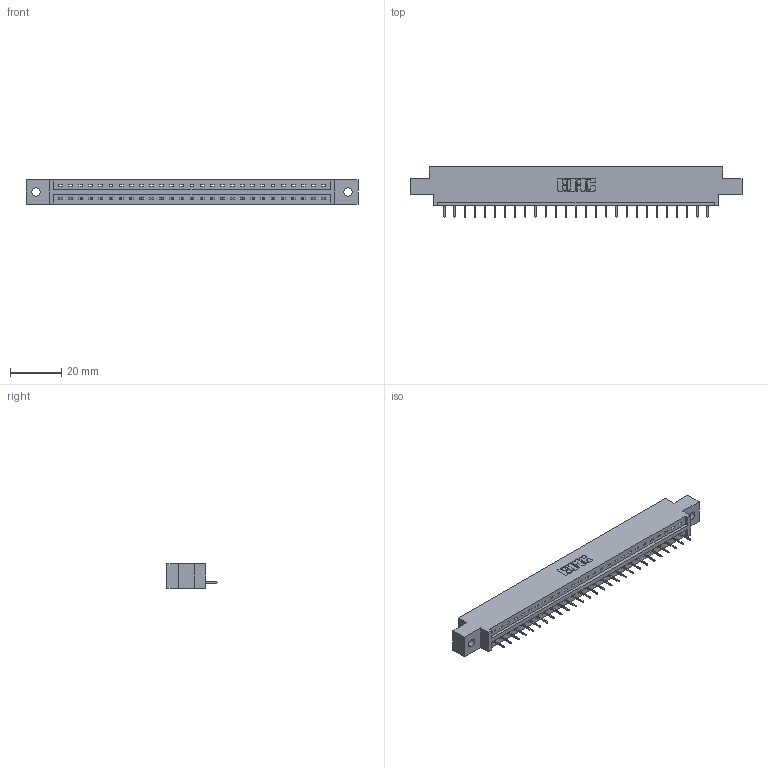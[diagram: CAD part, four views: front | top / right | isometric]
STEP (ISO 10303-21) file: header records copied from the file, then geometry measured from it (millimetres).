
FILE_DESCRIPTION (( 'STEP AP203' ), '1' );
FILE_NAME ('337-027-524-602.STEP', '2019-09-30T19:43:14', ( '' ), ( '' ), 'SwSTEP 2.0', 'SolidWorks 2016', '' );
FILE_SCHEMA (( 'CONFIG_CONTROL_DESIGN' ));
Length unit declared in the file: inch
Products named in the file (3): 345-292-001_345-293-124; 337-027-524-602; 337 Part_0.170 Offset - 0.128 Dia
Assembly tree (28 placements, depth 2):
  337-027-524-602
    337 Part_0.170 Offset - 0.128 Dia
    345-292-001_345-293-124  x27
Bounding box: 130 x 19.69 x 9.4 mm (x, y, z)
Volume: 13062.5 mm3; surface area: 12866.4 mm2
Topology: 28 solids, 28 shells, 1900 faces, 5507 edges, 3562 vertices
Faces by surface type: plane 1478, cylinder 422
Entity records: 22219 total; most frequent: CARTESIAN_POINT 3875, ORIENTED_EDGE 3838, DIRECTION 3293, EDGE_CURVE 1919, LINE 1795, VECTOR 1795, VERTEX_POINT 1274, AXIS2_PLACEMENT_3D 749
